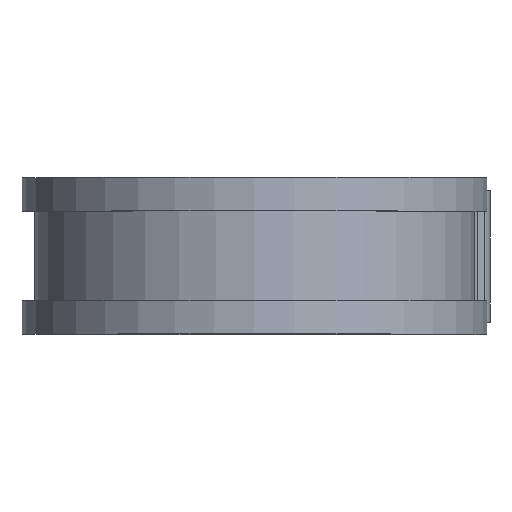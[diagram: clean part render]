
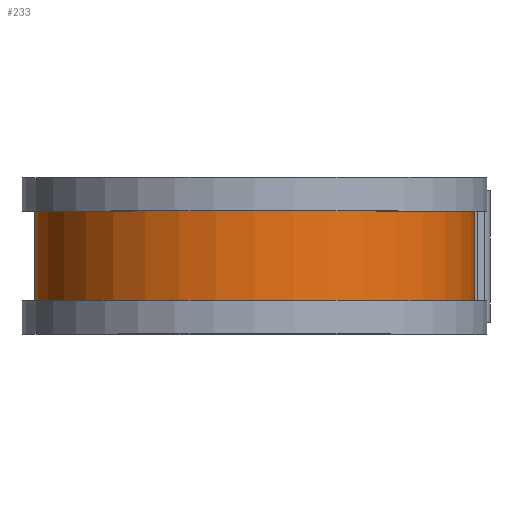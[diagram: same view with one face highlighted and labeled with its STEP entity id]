
A CAD part, top view. The second image highlights one B-rep face of the part: STEP entity #233.
In plain terms, the highlighted cylindrical face has radius 26.556 mm (diameter 53.111 mm), a partial arc.
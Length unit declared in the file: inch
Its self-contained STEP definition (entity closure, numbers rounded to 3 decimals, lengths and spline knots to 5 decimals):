
#33 = CARTESIAN_POINT ( 'NONE',  ( 0., 0.2125, -1.0455 ) ) ;
#185 = ORIENTED_EDGE ( 'NONE', *, *, #993, .F. ) ;
#209 = VECTOR ( 'NONE', #1214, 39.37008 ) ;
#212 = LINE ( 'NONE', #1276, #209 ) ;
#214 = FACE_OUTER_BOUND ( 'NONE', #962, .T. ) ;
#222 = EDGE_CURVE ( 'NONE', #1417, #1323, #212, .T. ) ;
#233 = ADVANCED_FACE ( 'NONE', ( #214 ), #239, .T. ) ;
#239 = CYLINDRICAL_SURFACE ( 'NONE', #1583, 1.0455 ) ;
#313 = VERTEX_POINT ( 'NONE', #969 ) ;
#390 = CARTESIAN_POINT ( 'NONE',  ( 0., 0.3125, 0. ) ) ;
#559 = ORIENTED_EDGE ( 'NONE', *, *, #1045, .T. ) ;
#595 = DIRECTION ( 'NONE',  ( 0., -1., 0. ) ) ;
#639 = VERTEX_POINT ( 'NONE', #1391 ) ;
#764 = CARTESIAN_POINT ( 'NONE',  ( 0., -0.2125, -1.0455 ) ) ;
#785 = ORIENTED_EDGE ( 'NONE', *, *, #1173, .F. ) ;
#832 = DIRECTION ( 'NONE',  ( 0., -1., 0. ) ) ;
#962 = EDGE_LOOP ( 'NONE', ( #185, #559, #1638, #785 ) ) ;
#969 = CARTESIAN_POINT ( 'NONE',  ( 1.0455, 0.2125, 0. ) ) ;
#993 = EDGE_CURVE ( 'NONE', #313, #639, #1258, .T. ) ;
#1045 = EDGE_CURVE ( 'NONE', #313, #1417, #1126, .T. ) ;
#1126 = CIRCLE ( 'NONE', #1495, 1.0455 ) ;
#1173 = EDGE_CURVE ( 'NONE', #639, #1323, #1388, .T. ) ;
#1189 = DIRECTION ( 'NONE',  ( 0., 0., -1. ) ) ;
#1214 = DIRECTION ( 'NONE',  ( 0., -1., 0. ) ) ;
#1250 = VECTOR ( 'NONE', #1716, 39.37008 ) ;
#1258 = LINE ( 'NONE', #1356, #1250 ) ;
#1276 = CARTESIAN_POINT ( 'NONE',  ( 0., 0.3125, -1.0455 ) ) ;
#1316 = DIRECTION ( 'NONE',  ( 0., -1., 0. ) ) ;
#1323 = VERTEX_POINT ( 'NONE', #764 ) ;
#1356 = CARTESIAN_POINT ( 'NONE',  ( 1.0455, 0.3125, 0. ) ) ;
#1388 = CIRCLE ( 'NONE', #1389, 1.0455 ) ;
#1389 = AXIS2_PLACEMENT_3D ( 'NONE', #1399, #595, #1518 ) ;
#1391 = CARTESIAN_POINT ( 'NONE',  ( 1.0455, -0.2125, 0. ) ) ;
#1399 = CARTESIAN_POINT ( 'NONE',  ( 0., -0.2125, 0. ) ) ;
#1417 = VERTEX_POINT ( 'NONE', #33 ) ;
#1495 = AXIS2_PLACEMENT_3D ( 'NONE', #1605, #832, #1728 ) ;
#1518 = DIRECTION ( 'NONE',  ( 0., 0., -1. ) ) ;
#1583 = AXIS2_PLACEMENT_3D ( 'NONE', #390, #1316, #1189 ) ;
#1605 = CARTESIAN_POINT ( 'NONE',  ( 0., 0.2125, 0. ) ) ;
#1638 = ORIENTED_EDGE ( 'NONE', *, *, #222, .T. ) ;
#1716 = DIRECTION ( 'NONE',  ( 0., -1., 0. ) ) ;
#1728 = DIRECTION ( 'NONE',  ( 0., 0., -1. ) ) ;
